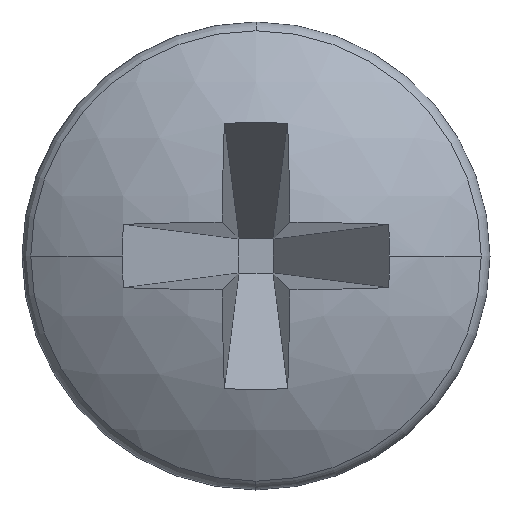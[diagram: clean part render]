
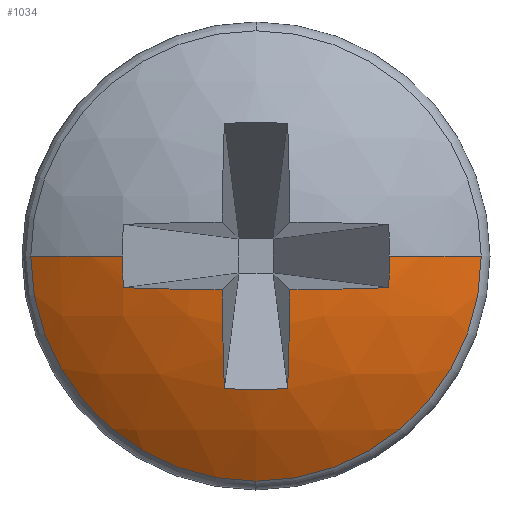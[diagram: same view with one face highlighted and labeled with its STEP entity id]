
A CAD part, left-side view. The second image highlights one B-rep face of the part: STEP entity #1034.
In plain terms, the highlighted spherical face has radius 4.552 mm.
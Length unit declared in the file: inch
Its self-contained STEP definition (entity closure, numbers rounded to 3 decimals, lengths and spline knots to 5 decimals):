
#33 = DIRECTION ( 'NONE',  ( -0.101, 0.995, 0. ) ) ;
#55 = ORIENTED_EDGE ( 'NONE', *, *, #766, .T. ) ;
#71 = CARTESIAN_POINT ( 'NONE',  ( 0.01124, 0.06247, 0. ) ) ;
#89 = DIRECTION ( 'NONE',  ( -0.779, 0.626, 0. ) ) ;
#90 = DIRECTION ( 'NONE',  ( 0.626, 0.779, 0. ) ) ;
#96 = CARTESIAN_POINT ( 'NONE',  ( 0.14378, -0.04407, 0. ) ) ;
#128 = DIRECTION ( 'NONE',  ( 0.626, -0.779, 0. ) ) ;
#146 = EDGE_CURVE ( 'NONE', #2053, #1533, #1434, .T. ) ;
#205 = DIRECTION ( 'NONE',  ( 0.779, 0.626, 0. ) ) ;
#225 = CARTESIAN_POINT ( 'NONE',  ( 0.01174, 0.06206, -0.01481 ) ) ;
#241 = AXIS2_PLACEMENT_3D ( 'NONE', #1472, #128, #205 ) ;
#244 = ORIENTED_EDGE ( 'NONE', *, *, #1644, .F. ) ;
#258 = ORIENTED_EDGE ( 'NONE', *, *, #2009, .T. ) ;
#286 = SPHERICAL_SURFACE ( 'NONE', #841, 0.1792 ) ;
#308 = AXIS2_PLACEMENT_3D ( 'NONE', #1876, #1873, #1868 ) ;
#333 = AXIS2_PLACEMENT_3D ( 'NONE', #2079, #2042, #2025 ) ;
#336 = CARTESIAN_POINT ( 'NONE',  ( 0.01174, -0.06206, -0.01481 ) ) ;
#356 = ORIENTED_EDGE ( 'NONE', *, *, #1360, .T. ) ;
#368 = VERTEX_POINT ( 'NONE', #1906 ) ;
#402 = DIRECTION ( 'NONE',  ( 0.995, 0., 0.101 ) ) ;
#406 = DIRECTION ( 'NONE',  ( -0.101, 0., 0.995 ) ) ;
#407 = CARTESIAN_POINT ( 'NONE',  ( 0.17898, 0., 0.00213 ) ) ;
#408 = EDGE_LOOP ( 'NONE', ( #1569, #627, #258, #55, #244, #1121, #356, #1857, #1382, #1218, #1378 ) ) ;
#435 = AXIS2_PLACEMENT_3D ( 'NONE', #1668, #1656, #1643 ) ;
#463 = DIRECTION ( 'NONE',  ( 1., 0., 0. ) ) ;
#469 = DIRECTION ( 'NONE',  ( 0., 0., 1. ) ) ;
#479 = CARTESIAN_POINT ( 'NONE',  ( 0.1792, 0., 0. ) ) ;
#505 = EDGE_CURVE ( 'NONE', #1510, #1183, #767, .T. ) ;
#519 = CIRCLE ( 'NONE', #1515, 0.17005 ) ;
#522 = AXIS2_PLACEMENT_3D ( 'NONE', #1851, #1850, #1846 ) ;
#532 = VERTEX_POINT ( 'NONE', #1726 ) ;
#582 = CARTESIAN_POINT ( 'NONE',  ( 0.01174, 0.01481, -0.06206 ) ) ;
#618 = CARTESIAN_POINT ( 'NONE',  ( 0.01174, -0.01481, -0.06206 ) ) ;
#627 = ORIENTED_EDGE ( 'NONE', *, *, #1019, .T. ) ;
#646 = VERTEX_POINT ( 'NONE', #1716 ) ;
#744 = CIRCLE ( 'NONE', #522, 0.10538 ) ;
#760 = CARTESIAN_POINT ( 'NONE',  ( 0.03426, -0.10538, 0. ) ) ;
#766 = EDGE_CURVE ( 'NONE', #646, #1695, #944, .T. ) ;
#767 = CIRCLE ( 'NONE', #1342, 0.17919 ) ;
#794 = AXIS2_PLACEMENT_3D ( 'NONE', #479, #469, #463 ) ;
#809 = CIRCLE ( 'NONE', #333, 0.1792 ) ;
#841 = AXIS2_PLACEMENT_3D ( 'NONE', #1856, #1842, #1830 ) ;
#860 = FACE_OUTER_BOUND ( 'NONE', #408, .T. ) ;
#891 = CIRCLE ( 'NONE', #1407, 0.17005 ) ;
#895 = VERTEX_POINT ( 'NONE', #760 ) ;
#932 = DIRECTION ( 'NONE',  ( -0.779, 0., -0.626 ) ) ;
#939 = DIRECTION ( 'NONE',  ( 0.626, 0., -0.779 ) ) ;
#943 = CARTESIAN_POINT ( 'NONE',  ( 0.14378, 0., 0.04407 ) ) ;
#944 = CIRCLE ( 'NONE', #241, 0.17005 ) ;
#1007 = EDGE_CURVE ( 'NONE', #1777, #2053, #1186, .T. ) ;
#1019 = EDGE_CURVE ( 'NONE', #532, #895, #744, .T. ) ;
#1034 = ADVANCED_FACE ( 'NONE', ( #860 ), #286, .T. ) ;
#1121 = ORIENTED_EDGE ( 'NONE', *, *, #505, .F. ) ;
#1177 = DIRECTION ( 'NONE',  ( 0.995, -0.101, 0. ) ) ;
#1183 = VERTEX_POINT ( 'NONE', #1543 ) ;
#1186 = CIRCLE ( 'NONE', #308, 0.17919 ) ;
#1218 = ORIENTED_EDGE ( 'NONE', *, *, #1882, .T. ) ;
#1232 = CIRCLE ( 'NONE', #435, 0.10538 ) ;
#1291 = DIRECTION ( 'NONE',  ( -0.101, -0.995, 0. ) ) ;
#1292 = CARTESIAN_POINT ( 'NONE',  ( 0.17898, -0.00213, 0. ) ) ;
#1314 = CIRCLE ( 'NONE', #1440, 0.17919 ) ;
#1342 = AXIS2_PLACEMENT_3D ( 'NONE', #1875, #33, #1441 ) ;
#1360 = EDGE_CURVE ( 'NONE', #1510, #1533, #891, .T. ) ;
#1378 = ORIENTED_EDGE ( 'NONE', *, *, #1588, .F. ) ;
#1382 = ORIENTED_EDGE ( 'NONE', *, *, #1007, .F. ) ;
#1390 = AXIS2_PLACEMENT_3D ( 'NONE', #1292, #1291, #1177 ) ;
#1407 = AXIS2_PLACEMENT_3D ( 'NONE', #943, #939, #932 ) ;
#1434 = CIRCLE ( 'NONE', #1390, 0.17919 ) ;
#1440 = AXIS2_PLACEMENT_3D ( 'NONE', #407, #406, #402 ) ;
#1441 = DIRECTION ( 'NONE',  ( -0.995, -0.101, 0. ) ) ;
#1472 = CARTESIAN_POINT ( 'NONE',  ( 0.14378, 0.04407, 0. ) ) ;
#1495 = CARTESIAN_POINT ( 'NONE',  ( 0.00141, 0.01586, -0.01586 ) ) ;
#1510 = VERTEX_POINT ( 'NONE', #618 ) ;
#1515 = AXIS2_PLACEMENT_3D ( 'NONE', #96, #90, #89 ) ;
#1533 = VERTEX_POINT ( 'NONE', #582 ) ;
#1543 = CARTESIAN_POINT ( 'NONE',  ( 0.00141, -0.01586, -0.01586 ) ) ;
#1569 = ORIENTED_EDGE ( 'NONE', *, *, #2029, .T. ) ;
#1588 = EDGE_CURVE ( 'NONE', #368, #1913, #1933, .T. ) ;
#1643 = DIRECTION ( 'NONE',  ( 0., 0., 1. ) ) ;
#1644 = EDGE_CURVE ( 'NONE', #1183, #1695, #1314, .T. ) ;
#1656 = DIRECTION ( 'NONE',  ( -1., 0., 0. ) ) ;
#1668 = CARTESIAN_POINT ( 'NONE',  ( 0.03426, 0., 0. ) ) ;
#1695 = VERTEX_POINT ( 'NONE', #336 ) ;
#1716 = CARTESIAN_POINT ( 'NONE',  ( 0.01124, -0.06247, 0. ) ) ;
#1726 = CARTESIAN_POINT ( 'NONE',  ( 0.03426, 0., -0.10538 ) ) ;
#1777 = VERTEX_POINT ( 'NONE', #225 ) ;
#1830 = DIRECTION ( 'NONE',  ( 0., 1., 0. ) ) ;
#1842 = DIRECTION ( 'NONE',  ( 0., 0., -1. ) ) ;
#1846 = DIRECTION ( 'NONE',  ( 0., 0., 1. ) ) ;
#1850 = DIRECTION ( 'NONE',  ( -1., 0., 0. ) ) ;
#1851 = CARTESIAN_POINT ( 'NONE',  ( 0.03426, 0., 0. ) ) ;
#1856 = CARTESIAN_POINT ( 'NONE',  ( 0.1792, 0., 0. ) ) ;
#1857 = ORIENTED_EDGE ( 'NONE', *, *, #146, .F. ) ;
#1868 = DIRECTION ( 'NONE',  ( 0.995, 0., 0.101 ) ) ;
#1873 = DIRECTION ( 'NONE',  ( -0.101, 0., 0.995 ) ) ;
#1875 = CARTESIAN_POINT ( 'NONE',  ( 0.17898, 0.00213, 0. ) ) ;
#1876 = CARTESIAN_POINT ( 'NONE',  ( 0.17898, 0., 0.00213 ) ) ;
#1882 = EDGE_CURVE ( 'NONE', #1777, #1913, #519, .T. ) ;
#1906 = CARTESIAN_POINT ( 'NONE',  ( 0.03426, 0.10538, 0. ) ) ;
#1913 = VERTEX_POINT ( 'NONE', #71 ) ;
#1933 = CIRCLE ( 'NONE', #794, 0.1792 ) ;
#2009 = EDGE_CURVE ( 'NONE', #895, #646, #809, .T. ) ;
#2025 = DIRECTION ( 'NONE',  ( 0., 1., 0. ) ) ;
#2029 = EDGE_CURVE ( 'NONE', #368, #532, #1232, .T. ) ;
#2042 = DIRECTION ( 'NONE',  ( 0., 0., -1. ) ) ;
#2053 = VERTEX_POINT ( 'NONE', #1495 ) ;
#2079 = CARTESIAN_POINT ( 'NONE',  ( 0.1792, 0., 0. ) ) ;
